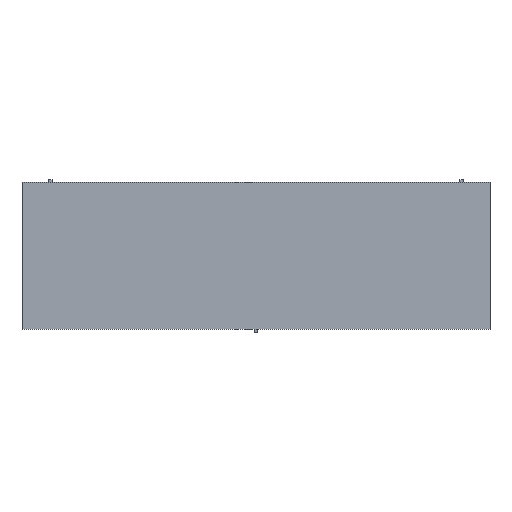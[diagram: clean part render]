
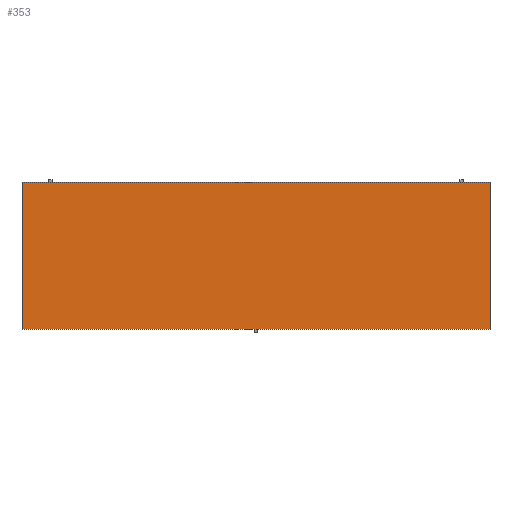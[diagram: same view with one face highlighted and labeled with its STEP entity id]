
A CAD part, top view. The second image highlights one B-rep face of the part: STEP entity #353.
In plain terms, the highlighted planar face has unit normal (0, 0, 1).
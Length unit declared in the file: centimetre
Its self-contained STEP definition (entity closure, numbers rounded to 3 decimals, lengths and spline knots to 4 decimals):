
#353=ADVANCED_FACE('',(#441),#2289,.T.);
#441=FACE_OUTER_BOUND('',#529,.T.);
#529=EDGE_LOOP('',(#898,#899,#900,#901));
#898=ORIENTED_EDGE('',*,*,#1316,.T.);
#899=ORIENTED_EDGE('',*,*,#1317,.T.);
#900=ORIENTED_EDGE('',*,*,#1318,.T.);
#901=ORIENTED_EDGE('',*,*,#1319,.T.);
#1316=EDGE_CURVE('',#2152,#2153,#1734,.T.);
#1317=EDGE_CURVE('',#2153,#2154,#1735,.T.);
#1318=EDGE_CURVE('',#2154,#2155,#1736,.T.);
#1319=EDGE_CURVE('',#2155,#2152,#1737,.T.);
#1734=B_SPLINE_CURVE_WITH_KNOTS('',1,(#3849,#3850),.UNSPECIFIED.,.F.,.F.,
(2,2),(0.,140.),.UNSPECIFIED.);
#1735=B_SPLINE_CURVE_WITH_KNOTS('',1,(#3851,#3852),.UNSPECIFIED.,.F.,.F.,
(2,2),(0.,44.),.UNSPECIFIED.);
#1736=B_SPLINE_CURVE_WITH_KNOTS('',1,(#3853,#3854),.UNSPECIFIED.,.F.,.F.,
(2,2),(0.,140.),.UNSPECIFIED.);
#1737=B_SPLINE_CURVE_WITH_KNOTS('',1,(#3855,#3856),.UNSPECIFIED.,.F.,.F.,
(2,2),(0.,44.),.UNSPECIFIED.);
#2152=VERTEX_POINT('',#3845);
#2153=VERTEX_POINT('',#3846);
#2154=VERTEX_POINT('',#3847);
#2155=VERTEX_POINT('',#3848);
#2289=PLANE('',#2418);
#2418=AXIS2_PLACEMENT_3D('',#3844,#2512,$);
#2512=DIRECTION('',(0.,0.,1.));
#3844=CARTESIAN_POINT('',(-84.012,-48.412,0.));
#3845=CARTESIAN_POINT('',(-70.,-44.,0.));
#3846=CARTESIAN_POINT('',(70.,-44.,0.));
#3847=CARTESIAN_POINT('',(70.,0.,0.));
#3848=CARTESIAN_POINT('',(-70.,0.,0.));
#3849=CARTESIAN_POINT('',(-70.,-44.,0.));
#3850=CARTESIAN_POINT('',(70.,-44.,0.));
#3851=CARTESIAN_POINT('',(70.,-44.,0.));
#3852=CARTESIAN_POINT('',(70.,0.,0.));
#3853=CARTESIAN_POINT('',(70.,0.,0.));
#3854=CARTESIAN_POINT('',(-70.,0.,0.));
#3855=CARTESIAN_POINT('',(-70.,0.,0.));
#3856=CARTESIAN_POINT('',(-70.,-44.,0.));
